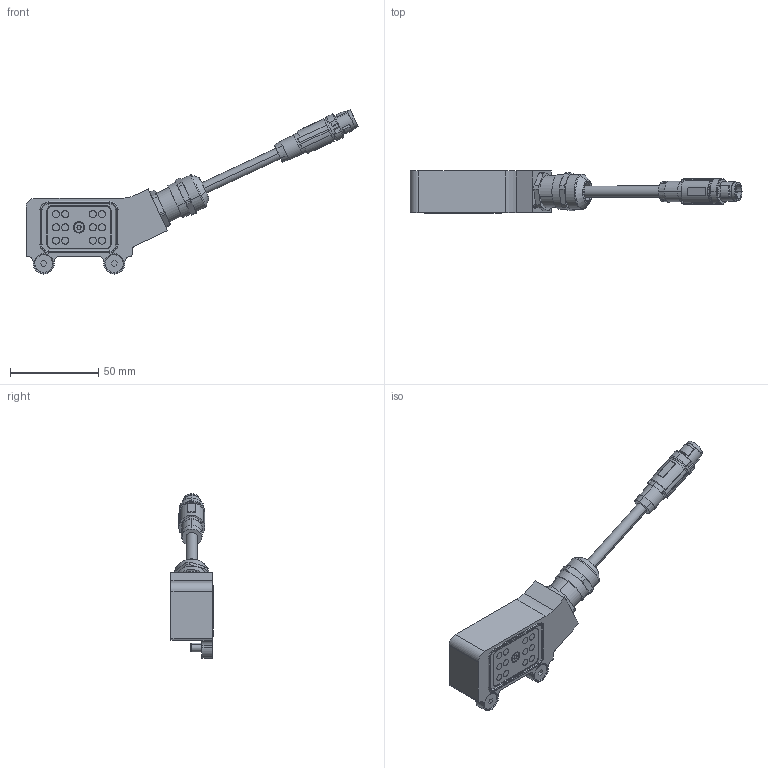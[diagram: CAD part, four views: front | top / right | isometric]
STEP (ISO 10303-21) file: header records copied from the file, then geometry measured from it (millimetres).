
FILE_DESCRIPTION (( 'STEP AP203' ), '1' );
FILE_NAME ('P1341.STEP', '2021-04-15T13:35:38', ( '' ), ( '' ), 'SwSTEP 2.0', 'SolidWorks 2019', '' );
FILE_SCHEMA (( 'CONFIG_CONTROL_DESIGN' ));
Length unit declared in the file: millimetre
Products named in the file (1): P1341
Bounding box: 187.89 x 23.8 x 92.98 mm (x, y, z)
Surface area: 24903.8 mm2 (no closed solid volume)
Topology: 0 solids, 21 shells, 669 faces, 1514 edges, 950 vertices
Faces by surface type: cylinder 327, plane 209, cone 101, torus 26, bspline 6
Entity records: 19979 total; most frequent: CARTESIAN_POINT 4509, DIRECTION 3469, ORIENTED_EDGE 3008, EDGE_CURVE 1506, AXIS2_PLACEMENT_3D 1411, VERTEX_POINT 950, EDGE_LOOP 775, CIRCLE 747
